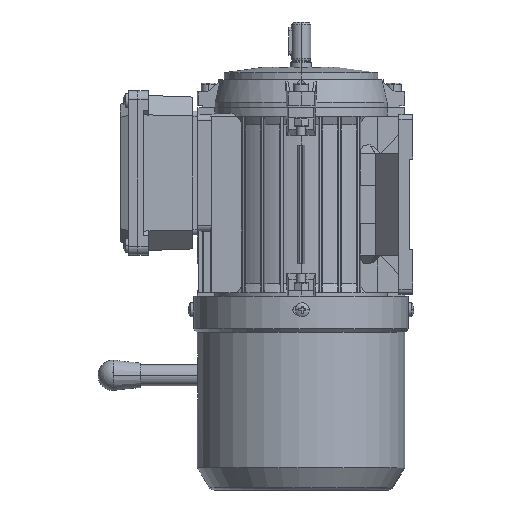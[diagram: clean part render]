
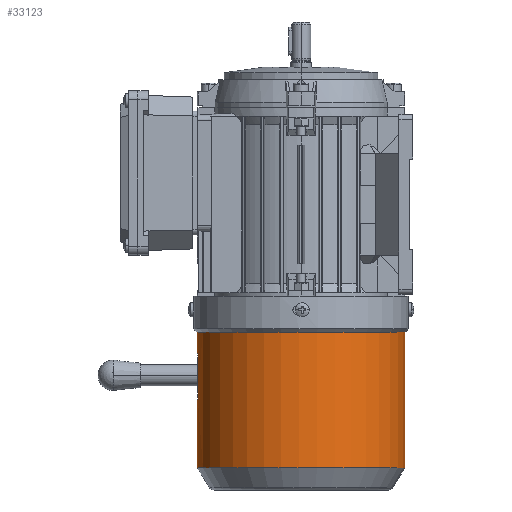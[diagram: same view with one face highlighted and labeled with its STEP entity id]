
A CAD part, left-side view. The second image highlights one B-rep face of the part: STEP entity #33123.
In plain terms, the highlighted cylindrical face has radius 59.5 mm (diameter 119 mm), a partial arc.
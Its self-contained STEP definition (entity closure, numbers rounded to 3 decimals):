
#5524 = CARTESIAN_POINT ( 'NONE',  ( -77.999, -59.501, 0. ) ) ;
#5592 = CARTESIAN_POINT ( 'NONE',  ( -77.999, -59.501, 0. ) ) ;
#5612 = CARTESIAN_POINT ( 'NONE',  ( -87.285, -59.501, 0. ) ) ;
#5613 = CARTESIAN_POINT ( 'NONE',  ( -87.285, 59.499, 0. ) ) ;
#5614 = DIRECTION ( 'NONE',  ( 0., 1., 0. ) ) ;
#5615 = DIRECTION ( 'NONE',  ( 1., 0., 0. ) ) ;
#5616 = CARTESIAN_POINT ( 'NONE',  ( -87.285, -0.001, 0. ) ) ;
#5617 = AXIS2_PLACEMENT_3D ( 'NONE', #5616, #5615, #5614 ) ;
#5618 = CIRCLE ( 'NONE', #5617, 59.5 ) ;
#5759 = DIRECTION ( 'NONE',  ( 0., 1., 0. ) ) ;
#5761 = DIRECTION ( 'NONE',  ( 1., 0., 0. ) ) ;
#5763 = CARTESIAN_POINT ( 'NONE',  ( 2.001, -0.001, 0. ) ) ;
#5765 = AXIS2_PLACEMENT_3D ( 'NONE', #5763, #5761, #5759 ) ;
#5766 = CYLINDRICAL_SURFACE ( 'NONE', #5765, 59.5 ) ;
#5772 = FACE_OUTER_BOUND ( 'NONE', #33124, .T. ) ;
#6028 = CARTESIAN_POINT ( 'NONE',  ( -77.999, -59.501, 0.392 ) ) ;
#6029 = CARTESIAN_POINT ( 'NONE',  ( -77.961, -59.497, 0.781 ) ) ;
#6030 = CARTESIAN_POINT ( 'NONE',  ( -77.846, -59.486, 1.362 ) ) ;
#6031 = CARTESIAN_POINT ( 'NONE',  ( -77.798, -59.481, 1.555 ) ) ;
#6032 = CARTESIAN_POINT ( 'NONE',  ( -77.683, -59.47, 1.931 ) ) ;
#6033 = CARTESIAN_POINT ( 'NONE',  ( -77.551, -59.458, 2.3 ) ) ;
#6034 = CARTESIAN_POINT ( 'NONE',  ( -77.384, -59.442, 2.653 ) ) ;
#6035 = CARTESIAN_POINT ( 'NONE',  ( -77.199, -59.426, 3. ) ) ;
#6036 = CARTESIAN_POINT ( 'NONE',  ( -77.097, -59.417, 3.17 ) ) ;
#6037 = CARTESIAN_POINT ( 'NONE',  ( -76.768, -59.389, 3.662 ) ) ;
#6038 = CARTESIAN_POINT ( 'NONE',  ( -76.52, -59.37, 3.964 ) ) ;
#6039 = CARTESIAN_POINT ( 'NONE',  ( -75.967, -59.33, 4.518 ) ) ;
#6040 = CARTESIAN_POINT ( 'NONE',  ( -75.658, -59.31, 4.771 ) ) ;
#6041 = CARTESIAN_POINT ( 'NONE',  ( -75.006, -59.273, 5.207 ) ) ;
#6042 = CARTESIAN_POINT ( 'NONE',  ( -74.662, -59.257, 5.391 ) ) ;
#6043 = CARTESIAN_POINT ( 'NONE',  ( -74.117, -59.236, 5.617 ) ) ;
#6044 = CARTESIAN_POINT ( 'NONE',  ( -73.929, -59.229, 5.685 ) ) ;
#6045 = CARTESIAN_POINT ( 'NONE',  ( -73.552, -59.218, 5.799 ) ) ;
#6046 = CARTESIAN_POINT ( 'NONE',  ( -73.362, -59.213, 5.847 ) ) ;
#6050 = CARTESIAN_POINT ( 'NONE',  ( -72.786, -59.202, 5.961 ) ) ;
#6051 = CARTESIAN_POINT ( 'NONE',  ( -72.396, -59.198, 6. ) ) ;
#6052 = CARTESIAN_POINT ( 'NONE',  ( -71.999, -59.198, 6. ) ) ;
#6053 = CARTESIAN_POINT ( 'NONE',  ( -71.999, -59.198, 6. ) ) ;
#6054 = B_SPLINE_CURVE_WITH_KNOTS ( 'NONE', 3,
 ( #6052, #6051, #6050, #6046, #6045, #6044, #6043, #6042, #6041, #6040, #6039, #6038, #6037, #6036, #6035, #6034, #6033, #6032, #6031, #6030, #6029, #6028, #5524 ),
 .UNSPECIFIED., .F., .F.,
 ( 4, 2, 2, 2, 2, 2, 2, 2, 1, 2, 2, 4 ),
 ( 0., 0.001, 0.002, 0.002, 0.004, 0.005, 0.006, 0.006, 0.007, 0.008, 0.008, 0.009 ),
 .UNSPECIFIED. ) ;
#6740 = CARTESIAN_POINT ( 'NONE',  ( -45.999, -59.501, 0. ) ) ;
#6741 = CARTESIAN_POINT ( 'NONE',  ( -9.716, -59.501, 0. ) ) ;
#6742 = DIRECTION ( 'NONE',  ( 1., 0., 0. ) ) ;
#6743 = VECTOR ( 'NONE', #6742, 1000. ) ;
#6744 = CARTESIAN_POINT ( 'NONE',  ( 2.001, -59.501, 0. ) ) ;
#6745 = CARTESIAN_POINT ( 'NONE',  ( -46.192, -59.482, 1.558 ) ) ;
#6746 = CARTESIAN_POINT ( 'NONE',  ( -46.039, -59.497, 0.789 ) ) ;
#6747 = CARTESIAN_POINT ( 'NONE',  ( -45.999, -59.501, 0.391 ) ) ;
#6748 = CARTESIAN_POINT ( 'NONE',  ( -45.999, -59.501, 0. ) ) ;
#6749 = B_SPLINE_CURVE_WITH_KNOTS ( 'NONE', 3,
 ( #6740, #6747, #6746, #6745, #6859, #6858, #6857, #6856, #6854, #6852, #6851, #6850, #6849, #6848, #6847, #6846, #6844, #6842, #6841, #6840, #6839, #6838 ),
 .UNSPECIFIED., .F., .F.,
 ( 4, 2, 2, 2, 2, 2, 2, 2, 2, 2, 4 ),
 ( 0.009, 0.011, 0.012, 0.012, 0.013, 0.014, 0.015, 0.016, 0.016, 0.018, 0.019 ),
 .UNSPECIFIED. ) ;
#6750 = LINE ( 'NONE', #6744, #6743 ) ;
#6770 = CARTESIAN_POINT ( 'NONE',  ( -51.999, -59.198, 6. ) ) ;
#6771 = DIRECTION ( 'NONE',  ( -1., 0., 0. ) ) ;
#6772 = VECTOR ( 'NONE', #6771, 1000. ) ;
#6773 = CARTESIAN_POINT ( 'NONE',  ( 2.001, -59.198, 6. ) ) ;
#6828 = DIRECTION ( 'NONE',  ( 1., 0., 0. ) ) ;
#6829 = VECTOR ( 'NONE', #6828, 1000. ) ;
#6830 = CARTESIAN_POINT ( 'NONE',  ( 2.001, 59.499, 0. ) ) ;
#6831 = LINE ( 'NONE', #6830, #6829 ) ;
#6832 = CARTESIAN_POINT ( 'NONE',  ( -9.716, 59.499, 0. ) ) ;
#6833 = DIRECTION ( 'NONE',  ( 0., 1., 0. ) ) ;
#6834 = DIRECTION ( 'NONE',  ( 1., 0., 0. ) ) ;
#6835 = CARTESIAN_POINT ( 'NONE',  ( -9.716, -0.001, 0. ) ) ;
#6836 = AXIS2_PLACEMENT_3D ( 'NONE', #6835, #6834, #6833 ) ;
#6837 = CIRCLE ( 'NONE', #6836, 59.5 ) ;
#6838 = CARTESIAN_POINT ( 'NONE',  ( -51.999, -59.198, 6. ) ) ;
#6839 = CARTESIAN_POINT ( 'NONE',  ( -51.603, -59.198, 6. ) ) ;
#6840 = CARTESIAN_POINT ( 'NONE',  ( -51.206, -59.202, 5.96 ) ) ;
#6841 = CARTESIAN_POINT ( 'NONE',  ( -50.437, -59.217, 5.806 ) ) ;
#6842 = CARTESIAN_POINT ( 'NONE',  ( -50.064, -59.228, 5.693 ) ) ;
#6844 = CARTESIAN_POINT ( 'NONE',  ( -49.519, -59.25, 5.467 ) ) ;
#6846 = CARTESIAN_POINT ( 'NONE',  ( -49.339, -59.257, 5.382 ) ) ;
#6847 = CARTESIAN_POINT ( 'NONE',  ( -48.992, -59.274, 5.196 ) ) ;
#6848 = CARTESIAN_POINT ( 'NONE',  ( -48.825, -59.283, 5.095 ) ) ;
#6849 = CARTESIAN_POINT ( 'NONE',  ( -48.338, -59.31, 4.769 ) ) ;
#6850 = CARTESIAN_POINT ( 'NONE',  ( -48.035, -59.33, 4.521 ) ) ;
#6851 = CARTESIAN_POINT ( 'NONE',  ( -47.476, -59.37, 3.961 ) ) ;
#6852 = CARTESIAN_POINT ( 'NONE',  ( -47.228, -59.39, 3.658 ) ) ;
#6854 = CARTESIAN_POINT ( 'NONE',  ( -46.902, -59.417, 3.171 ) ) ;
#6856 = CARTESIAN_POINT ( 'NONE',  ( -46.801, -59.426, 3.003 ) ) ;
#6857 = CARTESIAN_POINT ( 'NONE',  ( -46.616, -59.442, 2.656 ) ) ;
#6858 = CARTESIAN_POINT ( 'NONE',  ( -46.531, -59.45, 2.477 ) ) ;
#6859 = CARTESIAN_POINT ( 'NONE',  ( -46.305, -59.471, 1.932 ) ) ;
#6860 = LINE ( 'NONE', #6773, #6772 ) ;
#6890 = DIRECTION ( 'NONE',  ( 1., 0., 0. ) ) ;
#6891 = VECTOR ( 'NONE', #6890, 1000. ) ;
#6892 = CARTESIAN_POINT ( 'NONE',  ( 2.001, -59.501, 0. ) ) ;
#6893 = LINE ( 'NONE', #6892, #6891 ) ;
#33081 = VERTEX_POINT ( 'NONE', #5592 ) ;
#33082 = ORIENTED_EDGE ( 'NONE', *, *, #33263, .F. ) ;
#33112 = EDGE_CURVE ( 'NONE', #33113, #33114, #5618, .T. ) ;
#33113 = VERTEX_POINT ( 'NONE', #5613 ) ;
#33114 = VERTEX_POINT ( 'NONE', #5612 ) ;
#33123 = ADVANCED_FACE ( 'NONE', ( #5772 ), #5766, .T. ) ;
#33124 = EDGE_LOOP ( 'NONE', ( #33343, #33344, #33082, #33265, #33361, #33364, #33367, #33370 ) ) ;
#33263 = EDGE_CURVE ( 'NONE', #33264, #33081, #6054, .T. ) ;
#33264 = VERTEX_POINT ( 'NONE', #6053 ) ;
#33265 = ORIENTED_EDGE ( 'NONE', *, *, #33359, .F. ) ;
#33343 = ORIENTED_EDGE ( 'NONE', *, *, #33112, .T. ) ;
#33344 = ORIENTED_EDGE ( 'NONE', *, *, #33345, .T. ) ;
#33345 = EDGE_CURVE ( 'NONE', #33114, #33081, #6893, .T. ) ;
#33359 = EDGE_CURVE ( 'NONE', #33360, #33264, #6860, .T. ) ;
#33360 = VERTEX_POINT ( 'NONE', #6770 ) ;
#33361 = ORIENTED_EDGE ( 'NONE', *, *, #33362, .F. ) ;
#33362 = EDGE_CURVE ( 'NONE', #33363, #33360, #6749, .T. ) ;
#33363 = VERTEX_POINT ( 'NONE', #6748 ) ;
#33364 = ORIENTED_EDGE ( 'NONE', *, *, #33365, .T. ) ;
#33365 = EDGE_CURVE ( 'NONE', #33363, #33366, #6750, .T. ) ;
#33366 = VERTEX_POINT ( 'NONE', #6741 ) ;
#33367 = ORIENTED_EDGE ( 'NONE', *, *, #33368, .F. ) ;
#33368 = EDGE_CURVE ( 'NONE', #33369, #33366, #6837, .T. ) ;
#33369 = VERTEX_POINT ( 'NONE', #6832 ) ;
#33370 = ORIENTED_EDGE ( 'NONE', *, *, #33371, .F. ) ;
#33371 = EDGE_CURVE ( 'NONE', #33113, #33369, #6831, .T. ) ;
